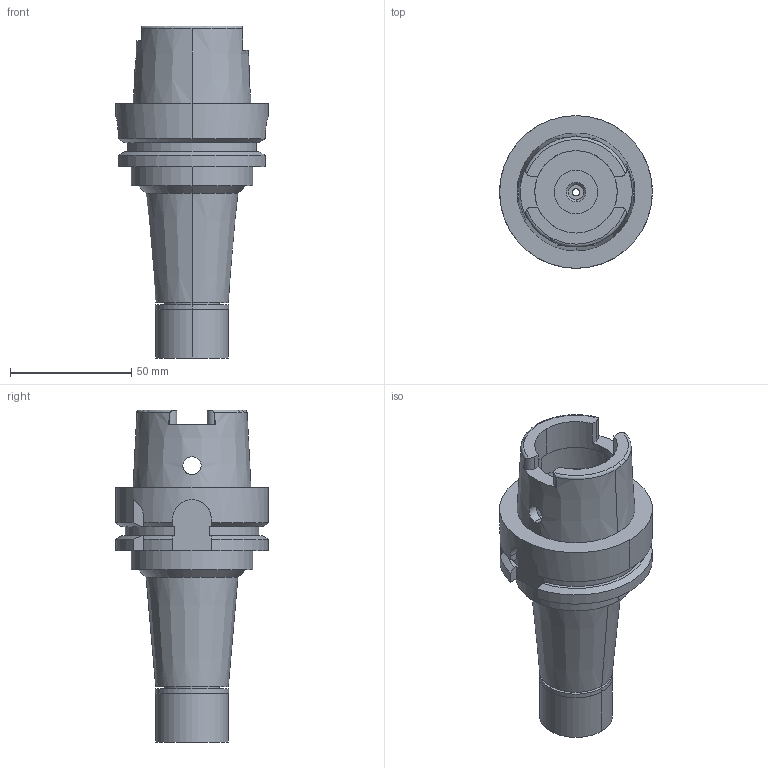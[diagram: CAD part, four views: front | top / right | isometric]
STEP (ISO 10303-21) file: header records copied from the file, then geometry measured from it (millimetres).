
FILE_DESCRIPTION((''),'2;1');
FILE_NAME('HA63ME08105-030_ASM','2017-11-02T',('ykawabe'),(''),'CREO PARAMETRIC BY PTC INC, 2016380','CREO PARAMETRIC BY PTC INC, 2016380','');
FILE_SCHEMA(('AUTOMOTIVE_DESIGN { 1 0 10303 214 1 1 1 1 }'));
Length unit declared in the file: millimetre
Products named in the file (5): HSK-A63-MEGA8E-105_1; MEC8-3AA_1; MEN8_1; DXF_TEMP_ASSY_ASM_4_ASM; HA63ME08105-030_ASM
Assembly tree (4 placements, depth 3):
  HA63ME08105-030_ASM
    DXF_TEMP_ASSY_ASM_4_ASM
      HSK-A63-MEGA8E-105_1
      MEC8-3AA_1
      MEN8_1
Bounding box: 63 x 63 x 137 mm (x, y, z)
Volume: 154783.7 mm3; surface area: 38515.4 mm2
Topology: 3 solids, 3 shells, 158 faces, 392 edges, 250 vertices
Faces by surface type: cylinder 68, plane 48, cone 38, torus 4
Entity records: 7082 total; most frequent: CARTESIAN_POINT 1128, DIRECTION 897, ORIENTED_EDGE 784, PRESENTATION_STYLE_ASSIGNMENT 400, STYLED_ITEM 400, CURVE_STYLE 397, EDGE_CURVE 392, AXIS2_PLACEMENT_3D 363
